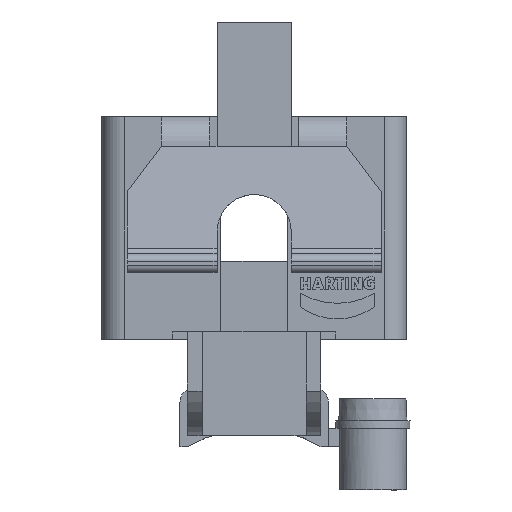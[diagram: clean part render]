
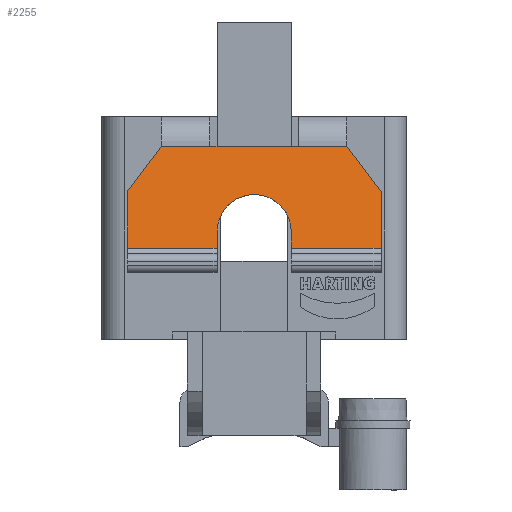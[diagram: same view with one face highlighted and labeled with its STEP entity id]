
A CAD part, left-side view. The second image highlights one B-rep face of the part: STEP entity #2255.
In plain terms, the highlighted planar face has unit normal (-0.974, 0, 0.225).
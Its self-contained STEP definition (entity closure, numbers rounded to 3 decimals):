
#1238=ELLIPSE('',#13424,5.132,5.);
#1672=FACE_OUTER_BOUND('',#3737,.T.);
#2255=ADVANCED_FACE('',(#1672),#2787,.T.);
#2787=PLANE('',#13425);
#3737=EDGE_LOOP('',(#6076,#6077,#6078,#6079,#6080,#6081,#6082,#6083,#6084,
#6085,#6086,#6087,#6088,#6089));
#6076=ORIENTED_EDGE('',*,*,#9417,.T.);
#6077=ORIENTED_EDGE('',*,*,#9418,.F.);
#6078=ORIENTED_EDGE('',*,*,#9400,.T.);
#6079=ORIENTED_EDGE('',*,*,#9356,.F.);
#6080=ORIENTED_EDGE('',*,*,#9383,.T.);
#6081=ORIENTED_EDGE('',*,*,#9374,.T.);
#6082=ORIENTED_EDGE('',*,*,#9376,.T.);
#6083=ORIENTED_EDGE('',*,*,#9419,.F.);
#6084=ORIENTED_EDGE('',*,*,#9352,.T.);
#6085=ORIENTED_EDGE('',*,*,#9420,.F.);
#6086=ORIENTED_EDGE('',*,*,#9421,.T.);
#6087=ORIENTED_EDGE('',*,*,#9422,.T.);
#6088=ORIENTED_EDGE('',*,*,#9423,.F.);
#6089=ORIENTED_EDGE('',*,*,#9424,.T.);
#7970=VERTEX_POINT('',#19387);
#7972=VERTEX_POINT('',#19390);
#7974=VERTEX_POINT('',#19396);
#7975=VERTEX_POINT('',#19398);
#7987=VERTEX_POINT('',#19431);
#7988=VERTEX_POINT('',#19433);
#7989=VERTEX_POINT('',#19437);
#7999=VERTEX_POINT('',#19480);
#8012=VERTEX_POINT('',#19518);
#8013=VERTEX_POINT('',#19519);
#8014=VERTEX_POINT('',#19523);
#8015=VERTEX_POINT('',#19525);
#8016=VERTEX_POINT('',#19527);
#8017=VERTEX_POINT('',#19529);
#9352=EDGE_CURVE('',#7972,#7970,#10800,.T.);
#9356=EDGE_CURVE('',#7974,#7975,#10803,.T.);
#9374=EDGE_CURVE('',#7987,#7988,#10820,.T.);
#9376=EDGE_CURVE('',#7988,#7989,#10822,.T.);
#9383=EDGE_CURVE('',#7974,#7987,#10829,.T.);
#9400=EDGE_CURVE('',#7999,#7975,#10844,.T.);
#9417=EDGE_CURVE('',#8012,#8013,#10857,.T.);
#9418=EDGE_CURVE('',#7999,#8013,#10858,.T.);
#9419=EDGE_CURVE('',#7972,#7989,#10859,.T.);
#9420=EDGE_CURVE('',#8014,#7970,#10860,.T.);
#9421=EDGE_CURVE('',#8014,#8015,#10861,.T.);
#9422=EDGE_CURVE('',#8015,#8016,#10862,.T.);
#9423=EDGE_CURVE('',#8017,#8016,#1238,.T.);
#9424=EDGE_CURVE('',#8017,#8012,#10863,.T.);
#10800=LINE('',#19389,#12180);
#10803=LINE('',#19397,#12183);
#10820=LINE('',#19434,#12200);
#10822=LINE('',#19438,#12202);
#10829=LINE('',#19451,#12209);
#10844=LINE('',#19482,#12224);
#10857=LINE('',#19517,#12237);
#10858=LINE('',#19520,#12238);
#10859=LINE('',#19521,#12239);
#10860=LINE('',#19522,#12240);
#10861=LINE('',#19524,#12241);
#10862=LINE('',#19526,#12242);
#10863=LINE('',#19530,#12243);
#12180=VECTOR('',#15526,1.);
#12183=VECTOR('',#15533,1.);
#12200=VECTOR('',#15562,1.);
#12202=VECTOR('',#15566,1.);
#12209=VECTOR('',#15581,1.);
#12224=VECTOR('',#15612,1.);
#12237=VECTOR('',#15645,1.);
#12238=VECTOR('',#15646,1.);
#12239=VECTOR('',#15647,1.);
#12240=VECTOR('',#15648,1.);
#12241=VECTOR('',#15649,1.);
#12242=VECTOR('',#15650,1.);
#12243=VECTOR('',#15653,1.);
#13424=AXIS2_PLACEMENT_3D('',#19528,#15651,#15652);
#13425=AXIS2_PLACEMENT_3D('',#19531,#15654,#15655);
#15526=DIRECTION('',(-0.181,0.592,-0.785));
#15533=DIRECTION('',(0.,-1.,0.));
#15562=DIRECTION('',(0.,1.,0.));
#15566=DIRECTION('',(0.,1.,0.));
#15581=DIRECTION('',(0.,1.,0.));
#15612=DIRECTION('',(0.181,0.592,0.785));
#15645=DIRECTION('',(0.,-1.,0.));
#15646=DIRECTION('',(-0.225,0.,-0.974));
#15647=DIRECTION('',(0.,-1.,0.));
#15648=DIRECTION('',(0.225,0.,0.974));
#15649=DIRECTION('',(0.,-1.,0.));
#15650=DIRECTION('',(0.225,0.,0.974));
#15651=DIRECTION('',(-0.974,0.,0.225));
#15652=DIRECTION('',(-0.225,0.,-0.974));
#15653=DIRECTION('',(-0.225,0.,-0.974));
#15654=DIRECTION('',(-0.974,0.,0.225));
#15655=DIRECTION('',(-0.225,0.,-0.974));
#19387=CARTESIAN_POINT('',(-52.159,17.1,-0.604));
#19389=CARTESIAN_POINT('',(-50.75,12.5,5.5));
#19390=CARTESIAN_POINT('',(-50.75,12.5,5.5));
#19396=CARTESIAN_POINT('',(-50.75,-6.,5.5));
#19397=CARTESIAN_POINT('',(-50.75,-6.,5.5));
#19398=CARTESIAN_POINT('',(-50.75,-12.5,5.5));
#19431=CARTESIAN_POINT('',(-50.75,-5.,5.5));
#19433=CARTESIAN_POINT('',(-50.75,5.,5.5));
#19434=CARTESIAN_POINT('',(-50.75,-5.,5.5));
#19437=CARTESIAN_POINT('',(-50.75,6.,5.5));
#19438=CARTESIAN_POINT('',(-50.75,5.,5.5));
#19451=CARTESIAN_POINT('',(-50.75,-6.,5.5));
#19480=CARTESIAN_POINT('',(-52.159,-17.1,-0.604));
#19482=CARTESIAN_POINT('',(-52.12,-16.973,-0.436));
#19517=CARTESIAN_POINT('',(-53.919,-5.,-8.225));
#19518=CARTESIAN_POINT('',(-53.919,-5.,-8.225));
#19519=CARTESIAN_POINT('',(-53.919,-17.1,-8.225));
#19520=CARTESIAN_POINT('',(-53.737,-17.1,-7.436));
#19521=CARTESIAN_POINT('',(-50.75,12.5,5.5));
#19522=CARTESIAN_POINT('',(-53.919,17.1,-8.225));
#19523=CARTESIAN_POINT('',(-53.919,17.1,-8.225));
#19524=CARTESIAN_POINT('',(-53.919,17.1,-8.225));
#19525=CARTESIAN_POINT('',(-53.919,5.,-8.225));
#19526=CARTESIAN_POINT('',(-53.919,5.,-8.225));
#19527=CARTESIAN_POINT('',(-53.405,5.,-6.));
#19528=CARTESIAN_POINT('',(-53.405,0.,-6.));
#19529=CARTESIAN_POINT('',(-53.405,-5.,-6.));
#19530=CARTESIAN_POINT('',(-53.737,-5.,-7.436));
#19531=CARTESIAN_POINT('',(-50.75,17.1,5.5));
